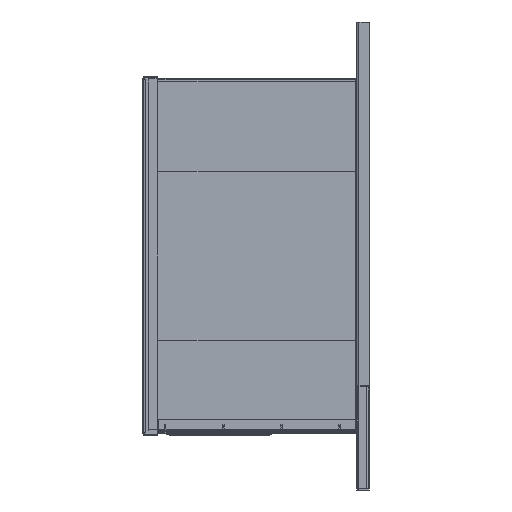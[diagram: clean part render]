
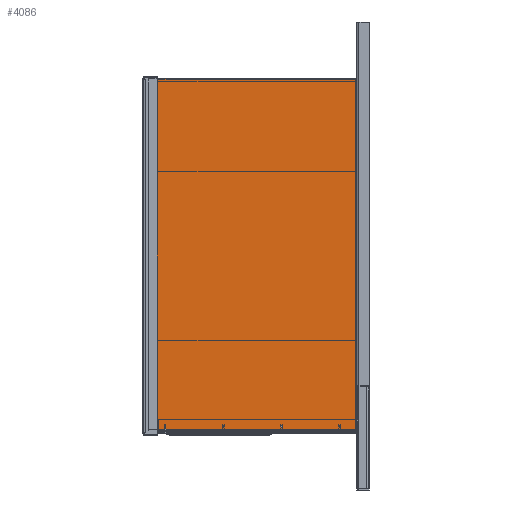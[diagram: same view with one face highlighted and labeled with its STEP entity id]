
A CAD part, left-side view. The second image highlights one B-rep face of the part: STEP entity #4086.
In plain terms, the highlighted planar face has unit normal (-1, 0, 0).
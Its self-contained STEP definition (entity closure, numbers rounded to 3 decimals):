
#4086=ADVANCED_FACE('',(#14923,#14925,#14927,#14929,#14931),#14933,.T.);
#14923=FACE_BOUND('',#14924,.T.);
#14924=EDGE_LOOP('',(#24432,#24433,#24434,#24435,#24436));
#14925=FACE_BOUND('',#14926,.T.);
#14926=EDGE_LOOP('',(#24437,#24438));
#14927=FACE_BOUND('',#14928,.T.);
#14928=EDGE_LOOP('',(#24439,#24440));
#14929=FACE_BOUND('',#14930,.T.);
#14930=EDGE_LOOP('',(#24441,#24442));
#14931=FACE_BOUND('',#14932,.T.);
#14932=EDGE_LOOP('',(#24443,#24444));
#14933=PLANE('',#14934);
#14934=AXIS2_PLACEMENT_3D('',#14935,#14936,#14937);
#14935=CARTESIAN_POINT('',(-488.6,570.,-486.));
#14936=DIRECTION('',(-1.,0.,0.));
#14937=DIRECTION('',(0.,-1.,0.));
#24432=ORIENTED_EDGE('',*,*,#29229,.T.);
#24433=ORIENTED_EDGE('',*,*,#29228,.F.);
#24434=ORIENTED_EDGE('',*,*,#29186,.F.);
#24435=ORIENTED_EDGE('',*,*,#29181,.T.);
#24436=ORIENTED_EDGE('',*,*,#29507,.T.);
#24437=ORIENTED_EDGE('',*,*,#29508,.T.);
#24438=ORIENTED_EDGE('',*,*,#29509,.T.);
#24439=ORIENTED_EDGE('',*,*,#29510,.T.);
#24440=ORIENTED_EDGE('',*,*,#29511,.T.);
#24441=ORIENTED_EDGE('',*,*,#29512,.T.);
#24442=ORIENTED_EDGE('',*,*,#29513,.T.);
#24443=ORIENTED_EDGE('',*,*,#29514,.T.);
#24444=ORIENTED_EDGE('',*,*,#29515,.T.);
#29181=EDGE_CURVE('',#32571,#31802,#32921,.T.);
#29186=EDGE_CURVE('',#32571,#32927,#32928,.T.);
#29228=EDGE_CURVE('',#32927,#32994,#32997,.T.);
#29229=EDGE_CURVE('',#32998,#32994,#32999,.T.);
#29507=EDGE_CURVE('',#31802,#32998,#33451,.T.);
#29508=EDGE_CURVE('',#33452,#33453,#33454,.F.);
#29509=EDGE_CURVE('',#33453,#33452,#33455,.F.);
#29510=EDGE_CURVE('',#33456,#33457,#33458,.F.);
#29511=EDGE_CURVE('',#33457,#33456,#33459,.F.);
#29512=EDGE_CURVE('',#33460,#33461,#33462,.F.);
#29513=EDGE_CURVE('',#33461,#33460,#33463,.F.);
#29514=EDGE_CURVE('',#33464,#33465,#33466,.F.);
#29515=EDGE_CURVE('',#33465,#33464,#33467,.F.);
#31802=VERTEX_POINT('',#37495);
#32571=VERTEX_POINT('',#39319);
#32921=LINE('',#40163,#40164);
#32927=VERTEX_POINT('',#40181);
#32928=LINE('',#40182,#40183);
#32994=VERTEX_POINT('',#40333);
#32997=LINE('',#40340,#40341);
#32998=VERTEX_POINT('',#40343);
#32999=LINE('',#40344,#40345);
#33451=LINE('',#41651,#41652);
#33452=VERTEX_POINT('',#41654);
#33453=VERTEX_POINT('',#41655);
#33454=CIRCLE('',#41656,2.5);
#33455=CIRCLE('',#41660,2.5);
#33456=VERTEX_POINT('',#41664);
#33457=VERTEX_POINT('',#41665);
#33458=CIRCLE('',#41666,2.5);
#33459=CIRCLE('',#41670,2.5);
#33460=VERTEX_POINT('',#41674);
#33461=VERTEX_POINT('',#41675);
#33462=CIRCLE('',#41676,2.5);
#33463=CIRCLE('',#41680,2.5);
#33464=VERTEX_POINT('',#41684);
#33465=VERTEX_POINT('',#41685);
#33466=CIRCLE('',#41686,2.5);
#33467=CIRCLE('',#41690,2.5);
#37495=CARTESIAN_POINT('',(-488.6,1.8,486.));
#39319=CARTESIAN_POINT('',(-488.6,1.8,-476.));
#40163=CARTESIAN_POINT('',(-488.6,1.8,-476.));
#40164=VECTOR('',#40165,1.);
#40165=DIRECTION('',(0.,0.,1.));
#40181=CARTESIAN_POINT('',(-488.6,570.,-476.));
#40182=CARTESIAN_POINT('',(-488.6,1.8,-476.));
#40183=VECTOR('',#40184,1.);
#40184=DIRECTION('',(0.,1.,0.));
#40333=CARTESIAN_POINT('',(-488.6,570.,486.));
#40340=CARTESIAN_POINT('',(-488.6,570.,-476.));
#40341=VECTOR('',#40342,1.);
#40342=DIRECTION('',(0.,0.,1.));
#40343=CARTESIAN_POINT('',(-488.6,545.,486.));
#40344=CARTESIAN_POINT('',(-488.6,545.,486.));
#40345=VECTOR('',#40346,1.);
#40346=DIRECTION('',(0.,1.,0.));
#41651=CARTESIAN_POINT('',(-488.6,1.8,486.));
#41652=VECTOR('',#41653,1.);
#41653=DIRECTION('',(0.,1.,0.));
#41654=CARTESIAN_POINT('',(-488.6,525.9,-470.2));
#41655=CARTESIAN_POINT('',(-488.6,527.668,-469.468));
#41656=AXIS2_PLACEMENT_3D('',#41657,#41658,#41659);
#41657=CARTESIAN_POINT('',(-488.6,525.9,-467.7));
#41658=DIRECTION('',(-1.,0.,0.));
#41659=DIRECTION('',(0.,0.707,-0.707));
#41660=AXIS2_PLACEMENT_3D('',#41661,#41662,#41663);
#41661=CARTESIAN_POINT('',(-488.6,525.9,-467.7));
#41662=DIRECTION('',(-1.,0.,0.));
#41663=DIRECTION('',(0.,0.,-1.));
#41664=CARTESIAN_POINT('',(-488.6,365.9,-470.2));
#41665=CARTESIAN_POINT('',(-488.6,367.668,-469.468));
#41666=AXIS2_PLACEMENT_3D('',#41667,#41668,#41669);
#41667=CARTESIAN_POINT('',(-488.6,365.9,-467.7));
#41668=DIRECTION('',(-1.,0.,0.));
#41669=DIRECTION('',(0.,0.707,-0.707));
#41670=AXIS2_PLACEMENT_3D('',#41671,#41672,#41673);
#41671=CARTESIAN_POINT('',(-488.6,365.9,-467.7));
#41672=DIRECTION('',(-1.,0.,0.));
#41673=DIRECTION('',(0.,0.,-1.));
#41674=CARTESIAN_POINT('',(-488.6,205.9,-470.2));
#41675=CARTESIAN_POINT('',(-488.6,207.668,-469.468));
#41676=AXIS2_PLACEMENT_3D('',#41677,#41678,#41679);
#41677=CARTESIAN_POINT('',(-488.6,205.9,-467.7));
#41678=DIRECTION('',(-1.,0.,0.));
#41679=DIRECTION('',(0.,0.707,-0.707));
#41680=AXIS2_PLACEMENT_3D('',#41681,#41682,#41683);
#41681=CARTESIAN_POINT('',(-488.6,205.9,-467.7));
#41682=DIRECTION('',(-1.,0.,0.));
#41683=DIRECTION('',(0.,0.,-1.));
#41684=CARTESIAN_POINT('',(-488.6,45.9,-470.2));
#41685=CARTESIAN_POINT('',(-488.6,47.668,-469.468));
#41686=AXIS2_PLACEMENT_3D('',#41687,#41688,#41689);
#41687=CARTESIAN_POINT('',(-488.6,45.9,-467.7));
#41688=DIRECTION('',(-1.,0.,0.));
#41689=DIRECTION('',(0.,0.707,-0.707));
#41690=AXIS2_PLACEMENT_3D('',#41691,#41692,#41693);
#41691=CARTESIAN_POINT('',(-488.6,45.9,-467.7));
#41692=DIRECTION('',(-1.,0.,0.));
#41693=DIRECTION('',(0.,0.,-1.));
